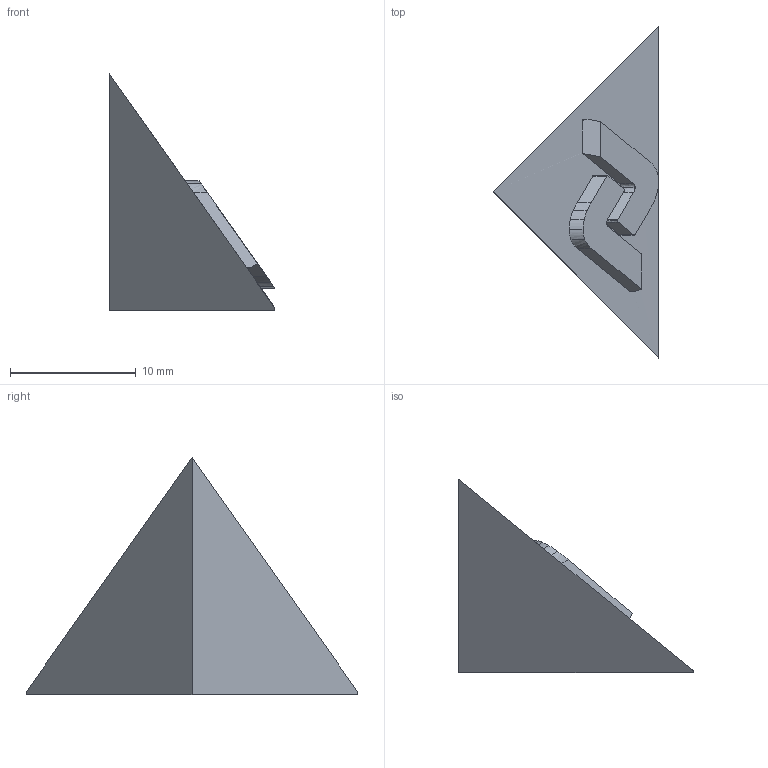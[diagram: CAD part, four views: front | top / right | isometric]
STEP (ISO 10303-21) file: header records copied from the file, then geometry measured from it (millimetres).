
FILE_DESCRIPTION(('Open CASCADE Model'),'2;1');
FILE_NAME('Open CASCADE Shape Model','2023-04-11T17:11:26',('Author'),( 'Open CASCADE'),'Open CASCADE STEP processor 7.7','Open CASCADE 7.7' ,'Unknown');
FILE_SCHEMA(('AUTOMOTIVE_DESIGN { 1 0 10303 214 1 1 1 1 }'));
Length unit declared in the file: millimetre
Products named in the file (1): Open CASCADE STEP translator 7.7 19
Bounding box: 13.21 x 26.43 x 18.88 mm (x, y, z)
Volume: 1181.6 mm3; surface area: 896.6 mm2
Topology: 1 solids, 1 shells, 47 faces, 129 edges, 86 vertices
Faces by surface type: bspline 26, plane 19, cylinder 2
Entity records: 4116 total; most frequent: CARTESIAN_POINT 1931, DIRECTION 262, ORIENTED_EDGE 258, PCURVE 258, DEFINITIONAL_REPRESENTATION 258, B_SPLINE_CURVE_WITH_KNOTS 184, LINE 171, VECTOR 171
